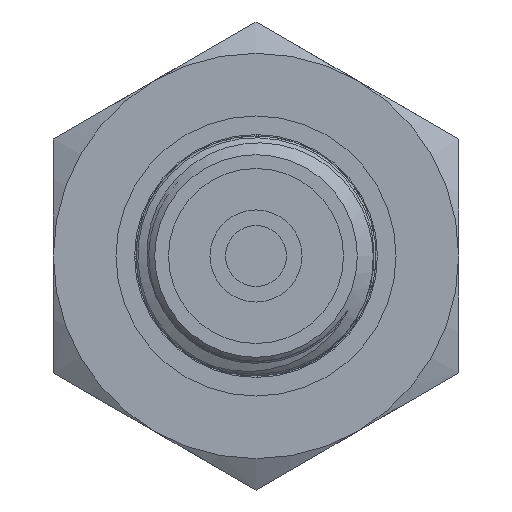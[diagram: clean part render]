
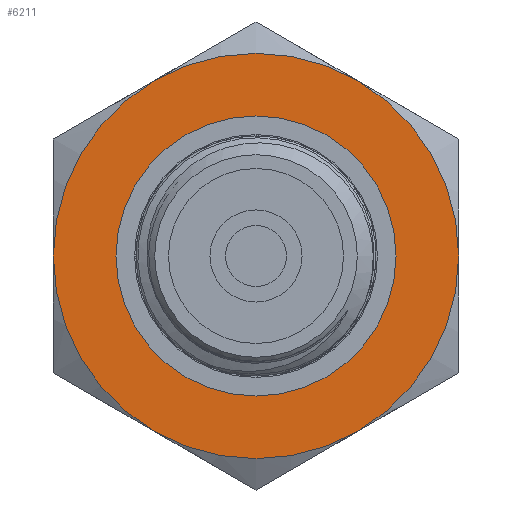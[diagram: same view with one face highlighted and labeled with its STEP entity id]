
A CAD part, left-side view. The second image highlights one B-rep face of the part: STEP entity #6211.
In plain terms, the highlighted planar face has unit normal (-1, 0, 0).
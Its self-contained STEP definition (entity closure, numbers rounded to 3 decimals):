
#348=PLANE('',#6396);
#387=FACE_BOUND('',#1116,.T.);
#729=FACE_OUTER_BOUND('',#1115,.T.);
#1115=EDGE_LOOP('',(#5693,#5694,#5695,#5696,#5697,#5698));
#1116=EDGE_LOOP('',(#5699));
#1193=CIRCLE('',#6356,11.);
#1194=CIRCLE('',#6358,11.);
#1195=CIRCLE('',#6360,11.);
#1196=CIRCLE('',#6362,11.);
#1197=CIRCLE('',#6364,11.);
#1198=CIRCLE('',#6366,11.);
#1210=CIRCLE('',#6395,7.6);
#2940=VERTEX_POINT('',#15366);
#2941=VERTEX_POINT('',#15370);
#2943=VERTEX_POINT('',#15377);
#2945=VERTEX_POINT('',#15387);
#2947=VERTEX_POINT('',#15400);
#2949=VERTEX_POINT('',#15410);
#2974=VERTEX_POINT('',#18494);
#3833=EDGE_CURVE('',#2940,#2941,#1193,.T.);
#3836=EDGE_CURVE('',#2943,#2940,#1194,.T.);
#3839=EDGE_CURVE('',#2945,#2943,#1195,.T.);
#3841=EDGE_CURVE('',#2947,#2945,#1196,.T.);
#3844=EDGE_CURVE('',#2949,#2947,#1197,.T.);
#3847=EDGE_CURVE('',#2941,#2949,#1198,.T.);
#3893=EDGE_CURVE('',#2974,#2974,#1210,.T.);
#5693=ORIENTED_EDGE('',*,*,#3847,.T.);
#5694=ORIENTED_EDGE('',*,*,#3844,.T.);
#5695=ORIENTED_EDGE('',*,*,#3841,.T.);
#5696=ORIENTED_EDGE('',*,*,#3839,.T.);
#5697=ORIENTED_EDGE('',*,*,#3836,.T.);
#5698=ORIENTED_EDGE('',*,*,#3833,.T.);
#5699=ORIENTED_EDGE('',*,*,#3893,.T.);
#6211=ADVANCED_FACE('',(#729,#387),#348,.T.);
#6356=AXIS2_PLACEMENT_3D('',#15374,#6919,#6920);
#6358=AXIS2_PLACEMENT_3D('',#15384,#6923,#6924);
#6360=AXIS2_PLACEMENT_3D('',#15394,#6927,#6928);
#6362=AXIS2_PLACEMENT_3D('',#15401,#6931,#6932);
#6364=AXIS2_PLACEMENT_3D('',#15411,#6935,#6936);
#6366=AXIS2_PLACEMENT_3D('',#15420,#6939,#6940);
#6395=AXIS2_PLACEMENT_3D('',#18495,#7004,#7005);
#6396=AXIS2_PLACEMENT_3D('',#18497,#7007,#7008);
#6919=DIRECTION('center_axis',(-1.,0.,0.));
#6920=DIRECTION('ref_axis',(0.,1.,0.));
#6923=DIRECTION('center_axis',(-1.,0.,0.));
#6924=DIRECTION('ref_axis',(0.,1.,0.));
#6927=DIRECTION('center_axis',(-1.,0.,0.));
#6928=DIRECTION('ref_axis',(0.,1.,0.));
#6931=DIRECTION('center_axis',(-1.,0.,0.));
#6932=DIRECTION('ref_axis',(0.,1.,0.));
#6935=DIRECTION('center_axis',(-1.,0.,0.));
#6936=DIRECTION('ref_axis',(0.,1.,0.));
#6939=DIRECTION('center_axis',(-1.,0.,0.));
#6940=DIRECTION('ref_axis',(0.,1.,0.));
#7004=DIRECTION('center_axis',(1.,0.,0.));
#7005=DIRECTION('ref_axis',(0.,0.,-1.));
#7007=DIRECTION('center_axis',(-1.,0.,0.));
#7008=DIRECTION('ref_axis',(0.,0.,1.));
#15366=CARTESIAN_POINT('',(-29.7,-11.,0.));
#15370=CARTESIAN_POINT('',(-29.7,-5.5,9.526));
#15374=CARTESIAN_POINT('Origin',(-29.7,0.,
0.));
#15377=CARTESIAN_POINT('',(-29.7,-5.5,-9.526));
#15384=CARTESIAN_POINT('Origin',(-29.7,0.,
0.));
#15387=CARTESIAN_POINT('',(-29.7,5.5,-9.526));
#15394=CARTESIAN_POINT('Origin',(-29.7,0.,
0.));
#15400=CARTESIAN_POINT('',(-29.7,11.,0.));
#15401=CARTESIAN_POINT('Origin',(-29.7,0.,
0.));
#15410=CARTESIAN_POINT('',(-29.7,5.5,9.526));
#15411=CARTESIAN_POINT('Origin',(-29.7,0.,
0.));
#15420=CARTESIAN_POINT('Origin',(-29.7,0.,
0.));
#18494=CARTESIAN_POINT('',(-29.7,-7.6,0.));
#18495=CARTESIAN_POINT('Origin',(-29.7,0.,
0.));
#18497=CARTESIAN_POINT('Origin',(-29.7,11.,0.));
